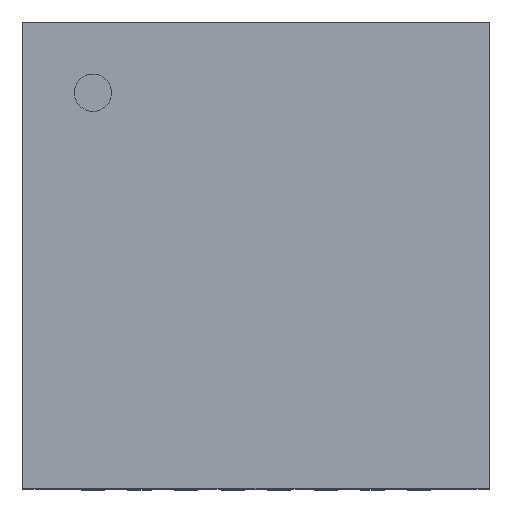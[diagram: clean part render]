
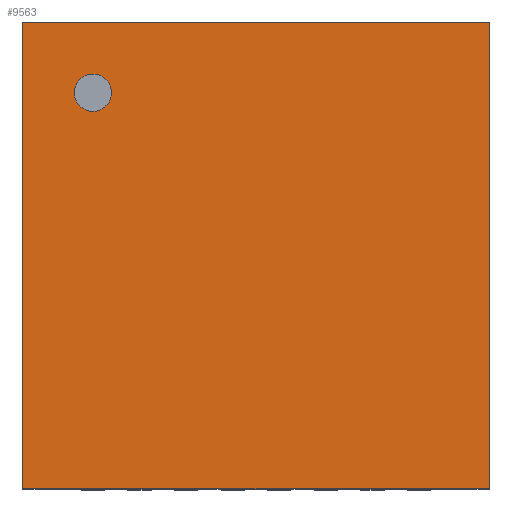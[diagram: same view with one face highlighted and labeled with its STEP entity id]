
A CAD part, top view. The second image highlights one B-rep face of the part: STEP entity #9563.
In plain terms, the highlighted planar face has unit normal (0, 0, 1).
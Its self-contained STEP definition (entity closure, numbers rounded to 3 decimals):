
#372 = ORIENTED_EDGE ( 'NONE', *, *, #5061, .T. ) ;
#684 = LINE ( 'NONE', #6891, #9045 ) ;
#843 = DIRECTION ( 'NONE',  ( 0., 0., -1. ) ) ;
#870 = ORIENTED_EDGE ( 'NONE', *, *, #4309, .T. ) ;
#909 = VERTEX_POINT ( 'NONE', #4317 ) ;
#1111 = CARTESIAN_POINT ( 'NONE',  ( -1.95, 1.75, 0.75 ) ) ;
#1270 = CARTESIAN_POINT ( 'NONE',  ( -1.55, 1.75, 0.75 ) ) ;
#1430 = ORIENTED_EDGE ( 'NONE', *, *, #7670, .T. ) ;
#1457 = DIRECTION ( 'NONE',  ( 0., 0., 1. ) ) ;
#1503 = VERTEX_POINT ( 'NONE', #1111 ) ;
#1555 = CIRCLE ( 'NONE', #10271, 0.2 ) ;
#1968 = VERTEX_POINT ( 'NONE', #6676 ) ;
#2297 = LINE ( 'NONE', #7644, #6604 ) ;
#2678 = ORIENTED_EDGE ( 'NONE', *, *, #10035, .T. ) ;
#3035 = ORIENTED_EDGE ( 'NONE', *, *, #9138, .T. ) ;
#3051 = PLANE ( 'NONE',  #8711 ) ;
#3085 = ORIENTED_EDGE ( 'NONE', *, *, #5829, .T. ) ;
#3153 = CIRCLE ( 'NONE', #4084, 0.2 ) ;
#3339 = VERTEX_POINT ( 'NONE', #1270 ) ;
#3568 = DIRECTION ( 'NONE',  ( -1., 0., 0. ) ) ;
#3737 = DIRECTION ( 'NONE',  ( 0., 0., -1. ) ) ;
#4084 = AXIS2_PLACEMENT_3D ( 'NONE', #5694, #843, #6526 ) ;
#4309 = EDGE_CURVE ( 'NONE', #909, #6238, #8657, .T. ) ;
#4317 = CARTESIAN_POINT ( 'NONE',  ( 2.5, 2.5, 0.75 ) ) ;
#5061 = EDGE_CURVE ( 'NONE', #1503, #3339, #3153, .T. ) ;
#5249 = VECTOR ( 'NONE', #8149, 1000. ) ;
#5694 = CARTESIAN_POINT ( 'NONE',  ( -1.75, 1.75, 0.75 ) ) ;
#5829 = EDGE_CURVE ( 'NONE', #8520, #909, #684, .T. ) ;
#6033 = EDGE_LOOP ( 'NONE', ( #2678, #372 ) ) ;
#6238 = VERTEX_POINT ( 'NONE', #8267 ) ;
#6307 = CARTESIAN_POINT ( 'NONE',  ( 0., 0., 0.75 ) ) ;
#6526 = DIRECTION ( 'NONE',  ( 1., 0., 0. ) ) ;
#6532 = CARTESIAN_POINT ( 'NONE',  ( -2.5, 0., 0.75 ) ) ;
#6604 = VECTOR ( 'NONE', #8450, 1000. ) ;
#6676 = CARTESIAN_POINT ( 'NONE',  ( -2.5, -2.5, 0.75 ) ) ;
#6797 = CARTESIAN_POINT ( 'NONE',  ( 0., 2.5, 0.75 ) ) ;
#6891 = CARTESIAN_POINT ( 'NONE',  ( 2.5, 0., 0.75 ) ) ;
#7119 = DIRECTION ( 'NONE',  ( 1., 0., 0. ) ) ;
#7644 = CARTESIAN_POINT ( 'NONE',  ( 0., -2.5, 0.75 ) ) ;
#7670 = EDGE_CURVE ( 'NONE', #1968, #8520, #2297, .T. ) ;
#8149 = DIRECTION ( 'NONE',  ( 0., -1., 0. ) ) ;
#8267 = CARTESIAN_POINT ( 'NONE',  ( -2.5, 2.5, 0.75 ) ) ;
#8391 = VECTOR ( 'NONE', #3568, 1000. ) ;
#8416 = FACE_BOUND ( 'NONE', #6033, .T. ) ;
#8450 = DIRECTION ( 'NONE',  ( 1., 0., 0. ) ) ;
#8520 = VERTEX_POINT ( 'NONE', #9599 ) ;
#8598 = CARTESIAN_POINT ( 'NONE',  ( -1.75, 1.75, 0.75 ) ) ;
#8657 = LINE ( 'NONE', #6797, #8391 ) ;
#8682 = FACE_OUTER_BOUND ( 'NONE', #10433, .T. ) ;
#8711 = AXIS2_PLACEMENT_3D ( 'NONE', #6307, #1457, #7119 ) ;
#9045 = VECTOR ( 'NONE', #10145, 1000. ) ;
#9138 = EDGE_CURVE ( 'NONE', #6238, #1968, #9577, .T. ) ;
#9414 = DIRECTION ( 'NONE',  ( 1., 0., 0. ) ) ;
#9563 = ADVANCED_FACE ( 'NONE', ( #8416, #8682 ), #3051, .T. ) ;
#9577 = LINE ( 'NONE', #6532, #5249 ) ;
#9599 = CARTESIAN_POINT ( 'NONE',  ( 2.5, -2.5, 0.75 ) ) ;
#10035 = EDGE_CURVE ( 'NONE', #3339, #1503, #1555, .T. ) ;
#10145 = DIRECTION ( 'NONE',  ( 0., 1., 0. ) ) ;
#10271 = AXIS2_PLACEMENT_3D ( 'NONE', #8598, #3737, #9414 ) ;
#10433 = EDGE_LOOP ( 'NONE', ( #3035, #1430, #3085, #870 ) ) ;
